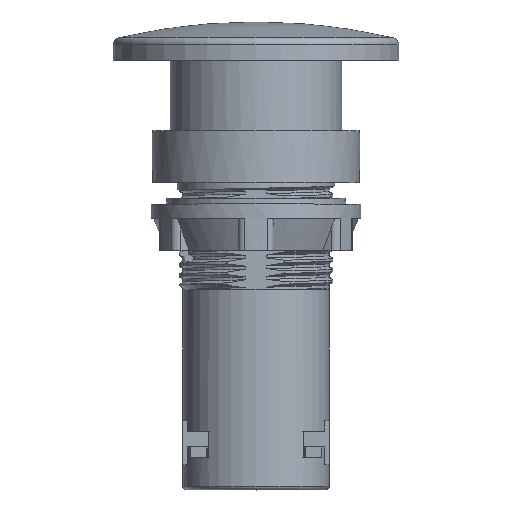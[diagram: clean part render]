
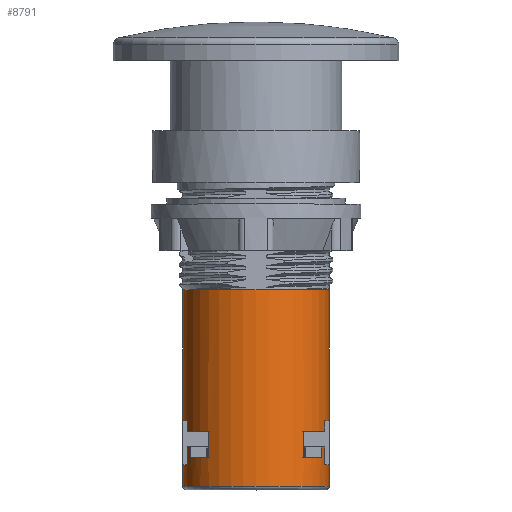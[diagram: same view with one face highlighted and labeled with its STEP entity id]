
A CAD part, top view. The second image highlights one B-rep face of the part: STEP entity #8791.
In plain terms, the highlighted cylindrical face has radius 10.25 mm (diameter 20.5 mm), a partial arc.
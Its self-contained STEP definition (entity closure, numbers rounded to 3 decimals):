
#254=DIRECTION('',(0.,1.,0.));
#255=VECTOR('',#254,2.5);
#256=CARTESIAN_POINT('',(9.616,-39.5,3.55));
#257=LINE('',#256,#255);
#282=DIRECTION('',(0.,-1.,0.));
#283=VECTOR('',#282,2.5);
#284=CARTESIAN_POINT('',(-9.616,-37.,3.55));
#285=LINE('',#284,#283);
#290=DIRECTION('',(0.,1.,0.));
#291=VECTOR('',#290,6.2);
#292=CARTESIAN_POINT('',(-10.24,-39.5,0.45));
#293=LINE('',#292,#291);
#294=DIRECTION('',(0.,-1.,0.));
#295=VECTOR('',#294,6.2);
#296=CARTESIAN_POINT('',(10.24,-33.3,0.45));
#297=LINE('',#296,#295);
#310=CARTESIAN_POINT('',(0.,-39.5,0.));
#311=DIRECTION('',(0.,1.,0.));
#312=DIRECTION('',(0.938,0.,0.346));
#313=AXIS2_PLACEMENT_3D('',#310,#311,#312);
#315=CARTESIAN_POINT('',(0.,-33.3,0.));
#316=DIRECTION('',(0.,1.,0.));
#317=DIRECTION('',(0.938,0.,0.346));
#318=AXIS2_PLACEMENT_3D('',#315,#316,#317);
#320=DIRECTION('',(0.,1.,0.));
#321=VECTOR('',#320,1.5);
#322=CARTESIAN_POINT('',(9.616,-34.8,3.55));
#323=LINE('',#322,#321);
#324=CARTESIAN_POINT('',(0.,-34.8,0.));
#325=DIRECTION('',(0.,1.,0.));
#326=DIRECTION('',(0.654,0.,0.756));
#327=AXIS2_PLACEMENT_3D('',#324,#325,#326);
#329=DIRECTION('',(0.,1.,0.));
#330=VECTOR('',#329,3.7);
#331=CARTESIAN_POINT('',(6.708,-38.5,7.75));
#332=LINE('',#331,#330);
#333=CARTESIAN_POINT('',(0.,-38.5,0.));
#334=DIRECTION('',(0.,1.,0.));
#335=DIRECTION('',(0.654,0.,0.756));
#336=AXIS2_PLACEMENT_3D('',#333,#334,#335);
#338=DIRECTION('',(0.,1.,0.));
#339=VECTOR('',#338,1.5);
#340=CARTESIAN_POINT('',(9.135,-38.5,4.65));
#341=LINE('',#340,#339);
#342=CARTESIAN_POINT('',(0.,-37.,0.));
#343=DIRECTION('',(0.,1.,0.));
#344=DIRECTION('',(0.891,0.,0.454));
#345=AXIS2_PLACEMENT_3D('',#342,#343,#344);
#347=CARTESIAN_POINT('',(0.,-37.,0.));
#348=DIRECTION('',(0.,1.,0.));
#349=DIRECTION('',(-0.938,0.,0.346));
#350=AXIS2_PLACEMENT_3D('',#347,#348,#349);
#352=DIRECTION('',(0.,1.,0.));
#353=VECTOR('',#352,1.5);
#354=CARTESIAN_POINT('',(-9.135,-38.5,4.65));
#355=LINE('',#354,#353);
#356=CARTESIAN_POINT('',(0.,-38.5,0.));
#357=DIRECTION('',(0.,1.,0.));
#358=DIRECTION('',(-0.891,0.,0.454));
#359=AXIS2_PLACEMENT_3D('',#356,#357,#358);
#361=DIRECTION('',(0.,1.,0.));
#362=VECTOR('',#361,3.7);
#363=CARTESIAN_POINT('',(-6.708,-38.5,7.75));
#364=LINE('',#363,#362);
#365=CARTESIAN_POINT('',(0.,-34.8,0.));
#366=DIRECTION('',(0.,1.,0.));
#367=DIRECTION('',(-0.938,0.,0.346));
#368=AXIS2_PLACEMENT_3D('',#365,#366,#367);
#370=DIRECTION('',(0.,1.,0.));
#371=VECTOR('',#370,1.5);
#372=CARTESIAN_POINT('',(-9.616,-34.8,3.55));
#373=LINE('',#372,#371);
#374=CARTESIAN_POINT('',(0.,-33.3,0.));
#375=DIRECTION('',(0.,1.,0.));
#376=DIRECTION('',(-0.999,0.,0.044));
#377=AXIS2_PLACEMENT_3D('',#374,#375,#376);
#379=CARTESIAN_POINT('',(0.,-39.5,0.));
#380=DIRECTION('',(0.,1.,0.));
#381=DIRECTION('',(-0.999,0.,0.044));
#382=AXIS2_PLACEMENT_3D('',#379,#380,#381);
#384=CARTESIAN_POINT('',(0.,-42.5,0.));
#385=DIRECTION('',(0.,1.,0.));
#386=DIRECTION('',(-1.,0.,0.));
#387=AXIS2_PLACEMENT_3D('',#384,#385,#386);
#389=DIRECTION('',(0.,1.,0.));
#390=VECTOR('',#389,27.5);
#391=CARTESIAN_POINT('',(-10.25,-42.5,0.));
#392=LINE('',#391,#390);
#393=CARTESIAN_POINT('',(0.,-15.,0.));
#394=DIRECTION('',(0.,1.,0.));
#395=DIRECTION('',(-1.,0.,0.));
#396=AXIS2_PLACEMENT_3D('',#393,#394,#395);
#398=CARTESIAN_POINT('',(0.,-15.,0.));
#399=DIRECTION('',(0.,1.,0.));
#400=DIRECTION('',(0.,0.,1.));
#401=AXIS2_PLACEMENT_3D('',#398,#399,#400);
#403=DIRECTION('',(0.,1.,0.));
#404=VECTOR('',#403,27.5);
#405=CARTESIAN_POINT('',(10.25,-42.5,0.));
#406=LINE('',#405,#404);
#872=CARTESIAN_POINT('',(0.,-15.,10.25));
#6295=CARTESIAN_POINT('',(10.25,-15.,
0.));
#6348=CARTESIAN_POINT('',(-10.25,-15.,
0.));
#7280=VERTEX_POINT('',#6295);
#7283=VERTEX_POINT('',#6348);
#7284=VERTEX_POINT('',#872);
#7578=CARTESIAN_POINT('',(-6.708,-34.8,7.75));
#7579=CARTESIAN_POINT('',(6.708,-34.8,7.75));
#7580=VERTEX_POINT('',#7578);
#7581=VERTEX_POINT('',#7579);
#7636=CARTESIAN_POINT('',(9.616,-34.8,3.55));
#7637=VERTEX_POINT('',#7636);
#7646=CARTESIAN_POINT('',(9.616,-33.3,3.55));
#7647=VERTEX_POINT('',#7646);
#7648=CARTESIAN_POINT('',(9.616,-39.5,3.55));
#7649=VERTEX_POINT('',#7648);
#7650=CARTESIAN_POINT('',(10.24,-39.5,0.45));
#7651=VERTEX_POINT('',#7650);
#7652=CARTESIAN_POINT('',(10.24,-33.3,0.45));
#7653=VERTEX_POINT('',#7652);
#7686=CARTESIAN_POINT('',(-9.616,-33.3,3.55));
#7687=VERTEX_POINT('',#7686);
#7688=CARTESIAN_POINT('',(-9.616,-39.5,3.55));
#7689=VERTEX_POINT('',#7688);
#7690=CARTESIAN_POINT('',(-10.24,-39.5,0.45));
#7691=VERTEX_POINT('',#7690);
#7692=CARTESIAN_POINT('',(-10.24,-33.3,0.45));
#7693=VERTEX_POINT('',#7692);
#7704=CARTESIAN_POINT('',(-9.616,-34.8,3.55));
#7705=VERTEX_POINT('',#7704);
#7706=CARTESIAN_POINT('',(-6.708,-38.5,7.75));
#7707=VERTEX_POINT('',#7706);
#7708=CARTESIAN_POINT('',(6.708,-38.5,7.75));
#7709=VERTEX_POINT('',#7708);
#7710=CARTESIAN_POINT('',(-9.135,-38.5,4.65));
#7711=VERTEX_POINT('',#7710);
#7712=CARTESIAN_POINT('',(9.135,-38.5,4.65));
#7713=VERTEX_POINT('',#7712);
#7714=CARTESIAN_POINT('',(-9.135,-37.,4.65));
#7715=VERTEX_POINT('',#7714);
#7716=CARTESIAN_POINT('',(9.135,-37.,4.65));
#7717=VERTEX_POINT('',#7716);
#7718=CARTESIAN_POINT('',(-9.616,-37.,3.55));
#7719=VERTEX_POINT('',#7718);
#7720=CARTESIAN_POINT('',(9.616,-37.,3.55));
#7721=VERTEX_POINT('',#7720);
#7722=CARTESIAN_POINT('',(10.25,-42.5,0.));
#7723=CARTESIAN_POINT('',(-10.25,-42.5,0.));
#7724=VERTEX_POINT('',#7722);
#7725=VERTEX_POINT('',#7723);
#8739=CARTESIAN_POINT('',(0.,-45.15,0.));
#8740=DIRECTION('',(0.,1.,0.));
#8741=DIRECTION('',(1.,0.,0.));
#8742=AXIS2_PLACEMENT_3D('',#8739,#8740,#8741);
#8743=CYLINDRICAL_SURFACE('',#8742,10.25);
#8745=ORIENTED_EDGE('',*,*,#8744,.F.);
#8746=ORIENTED_EDGE('',*,*,#8401,.T.);
#8748=ORIENTED_EDGE('',*,*,#8747,.T.);
#8750=ORIENTED_EDGE('',*,*,#8749,.T.);
#8751=ORIENTED_EDGE('',*,*,#8395,.F.);
#8752=EDGE_LOOP('',(#8745,#8746,#8748,#8750,#8751));
#8753=FACE_OUTER_BOUND('',#8752,.F.);
#8754=ORIENTED_EDGE('',*,*,#8686,.F.);
#8756=ORIENTED_EDGE('',*,*,#8755,.T.);
#8758=ORIENTED_EDGE('',*,*,#8757,.F.);
#8760=ORIENTED_EDGE('',*,*,#8759,.T.);
#8762=ORIENTED_EDGE('',*,*,#8761,.T.);
#8764=ORIENTED_EDGE('',*,*,#8763,.F.);
#8765=ORIENTED_EDGE('',*,*,#8618,.T.);
#8766=ORIENTED_EDGE('',*,*,#8705,.F.);
#8767=ORIENTED_EDGE('',*,*,#8715,.F.);
#8769=ORIENTED_EDGE('',*,*,#8768,.T.);
#8770=EDGE_LOOP('',(#8754,#8756,#8758,#8760,#8762,#8764,#8765,#8766,#8767,
#8769));
#8771=FACE_BOUND('',#8770,.F.);
#8772=ORIENTED_EDGE('',*,*,#8654,.F.);
#8774=ORIENTED_EDGE('',*,*,#8773,.T.);
#8775=ORIENTED_EDGE('',*,*,#8725,.F.);
#8777=ORIENTED_EDGE('',*,*,#8776,.F.);
#8778=ORIENTED_EDGE('',*,*,#8632,.F.);
#8780=ORIENTED_EDGE('',*,*,#8779,.F.);
#8782=ORIENTED_EDGE('',*,*,#8781,.F.);
#8784=ORIENTED_EDGE('',*,*,#8783,.T.);
#8786=ORIENTED_EDGE('',*,*,#8785,.T.);
#8788=ORIENTED_EDGE('',*,*,#8787,.T.);
#8789=EDGE_LOOP('',(#8772,#8774,#8775,#8777,#8778,#8780,#8782,#8784,#8786,
#8788));
#8790=FACE_BOUND('',#8789,.F.);
#314=CIRCLE('',#313,10.25);
#319=CIRCLE('',#318,10.25);
#328=CIRCLE('',#327,10.25);
#337=CIRCLE('',#336,10.25);
#346=CIRCLE('',#345,10.25);
#351=CIRCLE('',#350,10.25);
#360=CIRCLE('',#359,10.25);
#369=CIRCLE('',#368,10.25);
#378=CIRCLE('',#377,10.25);
#383=CIRCLE('',#382,10.25);
#388=CIRCLE('',#387,10.25);
#397=CIRCLE('',#396,10.25);
#402=CIRCLE('',#401,10.25);
#8395=EDGE_CURVE('',#7724,#7280,#406,.T.);
#8401=EDGE_CURVE('',#7725,#7283,#392,.T.);
#8618=EDGE_CURVE('',#7705,#7687,#373,.T.);
#8632=EDGE_CURVE('',#7637,#7647,#323,.T.);
#8654=EDGE_CURVE('',#7649,#7721,#257,.T.);
#8686=EDGE_CURVE('',#7719,#7689,#285,.T.);
#8705=EDGE_CURVE('',#7693,#7687,#378,.T.);
#8715=EDGE_CURVE('',#7691,#7693,#293,.T.);
#8725=EDGE_CURVE('',#7653,#7651,#297,.T.);
#8744=EDGE_CURVE('',#7725,#7724,#388,.T.);
#8747=EDGE_CURVE('',#7283,#7284,#397,.T.);
#8749=EDGE_CURVE('',#7284,#7280,#402,.T.);
#8755=EDGE_CURVE('',#7719,#7715,#351,.T.);
#8757=EDGE_CURVE('',#7711,#7715,#355,.T.);
#8759=EDGE_CURVE('',#7711,#7707,#360,.T.);
#8761=EDGE_CURVE('',#7707,#7580,#364,.T.);
#8763=EDGE_CURVE('',#7705,#7580,#369,.T.);
#8768=EDGE_CURVE('',#7691,#7689,#383,.T.);
#8773=EDGE_CURVE('',#7649,#7651,#314,.T.);
#8776=EDGE_CURVE('',#7647,#7653,#319,.T.);
#8779=EDGE_CURVE('',#7581,#7637,#328,.T.);
#8781=EDGE_CURVE('',#7709,#7581,#332,.T.);
#8783=EDGE_CURVE('',#7709,#7713,#337,.T.);
#8785=EDGE_CURVE('',#7713,#7717,#341,.T.);
#8787=EDGE_CURVE('',#7717,#7721,#346,.T.);
#8791=ADVANCED_FACE('',(#8753,#8771,#8790),#8743,.T.);
